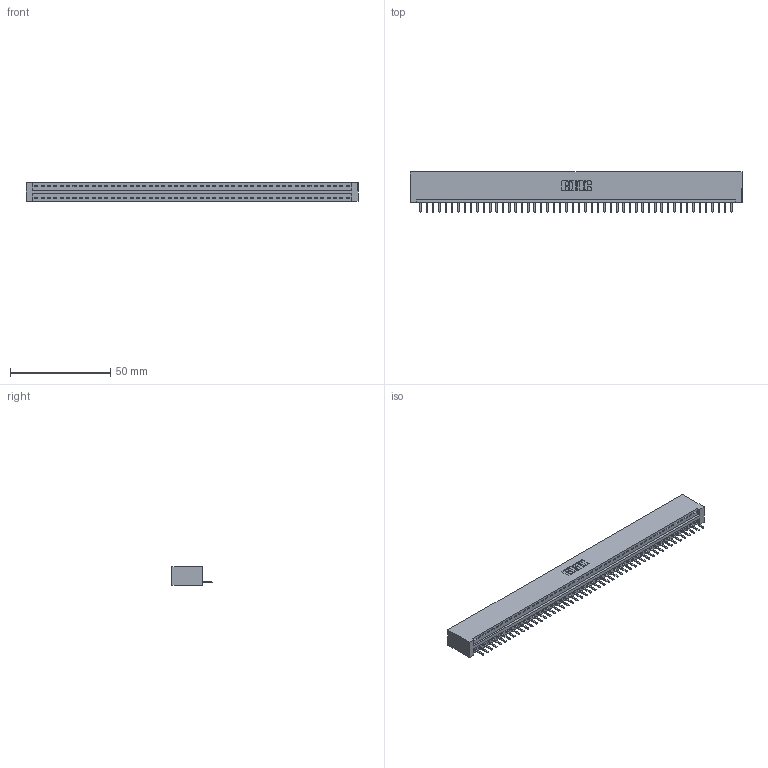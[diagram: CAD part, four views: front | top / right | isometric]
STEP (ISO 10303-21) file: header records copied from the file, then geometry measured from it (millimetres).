
FILE_DESCRIPTION (( 'STEP AP203' ), '1' );
FILE_NAME ('346-050-520-101.STEP', '2022-05-10T02:38:33', ( '' ), ( '' ), 'SwSTEP 2.0', 'SolidWorks 2020', '' );
FILE_SCHEMA (( 'CONFIG_CONTROL_DESIGN' ));
Length unit declared in the file: inch
Products named in the file (3): 346 Part_No Mounting Lugs; 346-050-520-101; 345-292-001_345-293-120
Assembly tree (51 placements, depth 2):
  346-050-520-101
    346 Part_No Mounting Lugs
    345-292-001_345-293-120  x50
Bounding box: 165.99 x 20.02 x 9.4 mm (x, y, z)
Volume: 16349.5 mm3; surface area: 20116.1 mm2
Topology: 51 solids, 51 shells, 3214 faces, 9505 edges, 6202 vertices
Faces by surface type: plane 2172, cylinder 1042
Entity records: 29791 total; most frequent: CARTESIAN_POINT 5122, ORIENTED_EDGE 5094, DIRECTION 4491, EDGE_CURVE 2547, LINE 2219, VECTOR 2219, VERTEX_POINT 1694, AXIS2_PLACEMENT_3D 1136
